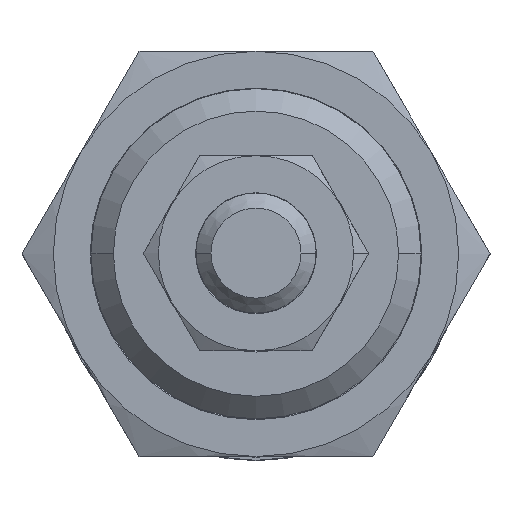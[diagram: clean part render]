
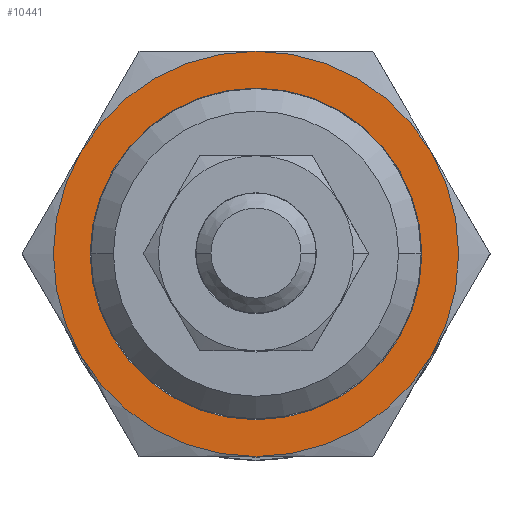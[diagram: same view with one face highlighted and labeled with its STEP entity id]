
A CAD part, top view. The second image highlights one B-rep face of the part: STEP entity #10441.
In plain terms, the highlighted planar face has unit normal (0, 0, 1).
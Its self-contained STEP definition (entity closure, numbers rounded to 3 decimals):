
#1024 = ORIENTED_EDGE ( 'NONE', *, *, #17424, .F. ) ;
#1315 = DIRECTION ( 'NONE',  ( 0.866, 0.5, 0. ) ) ;
#1453 = CARTESIAN_POINT ( 'NONE',  ( 0., 0., 159. ) ) ;
#2899 = CARTESIAN_POINT ( 'NONE',  ( 0., 13.5, 159. ) ) ;
#3094 = CIRCLE ( 'NONE', #17400, 13.5 ) ;
#3208 = CARTESIAN_POINT ( 'NONE',  ( 0., 0., 159. ) ) ;
#3341 = ORIENTED_EDGE ( 'NONE', *, *, #18926, .F. ) ;
#3395 = CARTESIAN_POINT ( 'NONE',  ( -11.691, 6.75, 159. ) ) ;
#3421 = FACE_OUTER_BOUND ( 'NONE', #20291, .T. ) ;
#3851 = CARTESIAN_POINT ( 'NONE',  ( 11.691, -6.75, 159. ) ) ;
#4006 = CARTESIAN_POINT ( 'NONE',  ( 0., 0., 159. ) ) ;
#4070 = CARTESIAN_POINT ( 'NONE',  ( 9.57, 5.525, 159. ) ) ;
#5176 = PLANE ( 'NONE',  #7537 ) ;
#5989 = DIRECTION ( 'NONE',  ( 0., 0., -1. ) ) ;
#6016 = DIRECTION ( 'NONE',  ( 0.866, 0.5, 0. ) ) ;
#6682 = AXIS2_PLACEMENT_3D ( 'NONE', #19793, #23787, #17934 ) ;
#6821 = DIRECTION ( 'NONE',  ( 0.866, 0.5, 0. ) ) ;
#7273 = ORIENTED_EDGE ( 'NONE', *, *, #9483, .F. ) ;
#7288 = VERTEX_POINT ( 'NONE', #4070 ) ;
#7292 = CARTESIAN_POINT ( 'NONE',  ( 0., 0., 159. ) ) ;
#7537 = AXIS2_PLACEMENT_3D ( 'NONE', #7292, #24228, #1315 ) ;
#7886 = CARTESIAN_POINT ( 'NONE',  ( 0., 0., 159. ) ) ;
#7892 = EDGE_CURVE ( 'NONE', #7288, #22392, #18867, .T. ) ;
#7924 = CARTESIAN_POINT ( 'NONE',  ( 0., 0., 159. ) ) ;
#8214 = CIRCLE ( 'NONE', #11368, 13.5 ) ;
#8233 = AXIS2_PLACEMENT_3D ( 'NONE', #4006, #5989, #13583 ) ;
#8823 = ORIENTED_EDGE ( 'NONE', *, *, #9803, .T. ) ;
#8900 = EDGE_CURVE ( 'NONE', #10848, #10642, #3094, .T. ) ;
#9049 = DIRECTION ( 'NONE',  ( 0., 0., -1. ) ) ;
#9483 = EDGE_CURVE ( 'NONE', #20179, #10848, #14241, .T. ) ;
#9611 = VERTEX_POINT ( 'NONE', #3851 ) ;
#9784 = DIRECTION ( 'NONE',  ( 0., 0., -1. ) ) ;
#9803 = EDGE_CURVE ( 'NONE', #22392, #7288, #13069, .T. ) ;
#9820 = CIRCLE ( 'NONE', #8233, 13.5 ) ;
#9857 = CIRCLE ( 'NONE', #16187, 13.5 ) ;
#10007 = ORIENTED_EDGE ( 'NONE', *, *, #22569, .F. ) ;
#10441 = ADVANCED_FACE ( 'NONE', ( #11010, #3421 ), #5176, .F. ) ;
#10642 = VERTEX_POINT ( 'NONE', #2899 ) ;
#10685 = DIRECTION ( 'NONE',  ( 0.866, 0.5, 0. ) ) ;
#10848 = VERTEX_POINT ( 'NONE', #3395 ) ;
#11010 = FACE_BOUND ( 'NONE', #20146, .T. ) ;
#11368 = AXIS2_PLACEMENT_3D ( 'NONE', #16156, #22031, #6821 ) ;
#11617 = CARTESIAN_POINT ( 'NONE',  ( 11.691, 6.75, 159. ) ) ;
#11626 = CIRCLE ( 'NONE', #17207, 13.5 ) ;
#12103 = AXIS2_PLACEMENT_3D ( 'NONE', #7886, #15482, #6016 ) ;
#13069 = CIRCLE ( 'NONE', #13474, 11.05 ) ;
#13474 = AXIS2_PLACEMENT_3D ( 'NONE', #3208, #14425, #10685 ) ;
#13583 = DIRECTION ( 'NONE',  ( 0.866, 0.5, 0. ) ) ;
#14241 = CIRCLE ( 'NONE', #6682, 13.5 ) ;
#14331 = ORIENTED_EDGE ( 'NONE', *, *, #7892, .T. ) ;
#14425 = DIRECTION ( 'NONE',  ( 0., 0., -1. ) ) ;
#14573 = DIRECTION ( 'NONE',  ( 0., 0., -1. ) ) ;
#14697 = CARTESIAN_POINT ( 'NONE',  ( 0., 0., 159. ) ) ;
#15053 = ORIENTED_EDGE ( 'NONE', *, *, #8900, .F. ) ;
#15482 = DIRECTION ( 'NONE',  ( 0., 0., -1. ) ) ;
#15980 = ORIENTED_EDGE ( 'NONE', *, *, #17215, .F. ) ;
#16156 = CARTESIAN_POINT ( 'NONE',  ( 0., 0., 159. ) ) ;
#16187 = AXIS2_PLACEMENT_3D ( 'NONE', #14697, #14573, #22173 ) ;
#16411 = CARTESIAN_POINT ( 'NONE',  ( 0., -13.5, 159. ) ) ;
#16650 = DIRECTION ( 'NONE',  ( 0.866, 0.5, 0. ) ) ;
#17207 = AXIS2_PLACEMENT_3D ( 'NONE', #7924, #9784, #21490 ) ;
#17215 = EDGE_CURVE ( 'NONE', #18945, #20179, #9820, .T. ) ;
#17400 = AXIS2_PLACEMENT_3D ( 'NONE', #1453, #9049, #16650 ) ;
#17424 = EDGE_CURVE ( 'NONE', #10642, #18477, #9857, .T. ) ;
#17934 = DIRECTION ( 'NONE',  ( 0.866, 0.5, 0. ) ) ;
#18477 = VERTEX_POINT ( 'NONE', #11617 ) ;
#18867 = CIRCLE ( 'NONE', #12103, 11.05 ) ;
#18926 = EDGE_CURVE ( 'NONE', #18477, #9611, #8214, .T. ) ;
#18945 = VERTEX_POINT ( 'NONE', #16411 ) ;
#19793 = CARTESIAN_POINT ( 'NONE',  ( 0., 0., 159. ) ) ;
#20146 = EDGE_LOOP ( 'NONE', ( #8823, #14331 ) ) ;
#20179 = VERTEX_POINT ( 'NONE', #22133 ) ;
#20291 = EDGE_LOOP ( 'NONE', ( #3341, #1024, #15053, #7273, #15980, #10007 ) ) ;
#20515 = CARTESIAN_POINT ( 'NONE',  ( -9.57, -5.525, 159. ) ) ;
#21490 = DIRECTION ( 'NONE',  ( 0.866, 0.5, 0. ) ) ;
#22031 = DIRECTION ( 'NONE',  ( 0., 0., -1. ) ) ;
#22133 = CARTESIAN_POINT ( 'NONE',  ( -11.691, -6.75, 159. ) ) ;
#22173 = DIRECTION ( 'NONE',  ( 0.866, 0.5, 0. ) ) ;
#22392 = VERTEX_POINT ( 'NONE', #20515 ) ;
#22569 = EDGE_CURVE ( 'NONE', #9611, #18945, #11626, .T. ) ;
#23787 = DIRECTION ( 'NONE',  ( 0., 0., -1. ) ) ;
#24228 = DIRECTION ( 'NONE',  ( 0., 0., -1. ) ) ;
